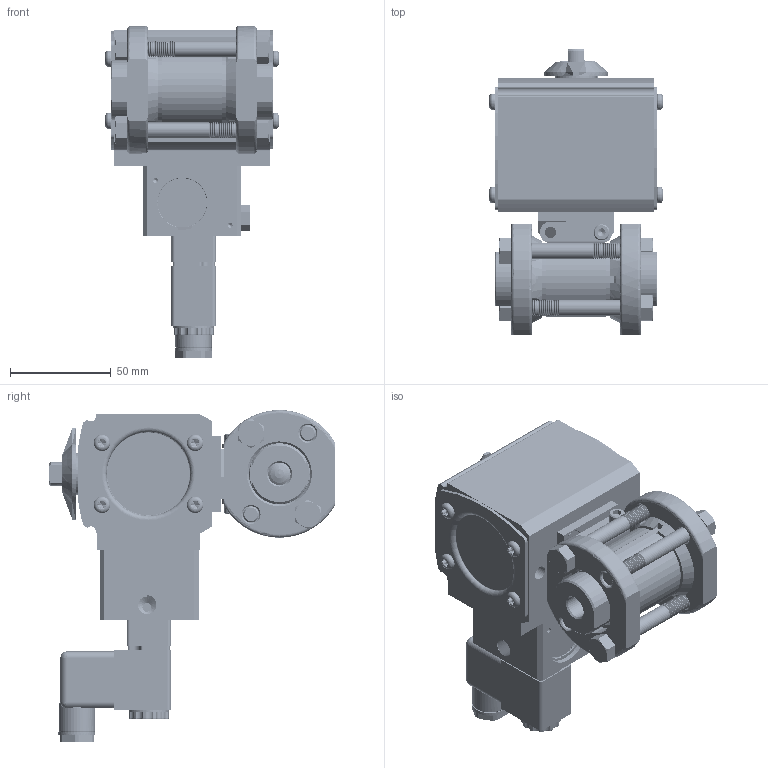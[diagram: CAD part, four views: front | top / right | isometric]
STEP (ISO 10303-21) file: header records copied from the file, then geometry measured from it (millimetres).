
FILE_DESCRIPTION (( 'STEP AP203' ), '1' );
FILE_NAME ('24XXSEFA512D4GPDS.step', '2018-09-04T19:03:03', ( '' ), ( '' ), 'SwSTEP 2.0', 'SolidWorks 2018', '' );
FILE_SCHEMA (( 'CONFIG_CONTROL_DESIGN' ));
Products named in the file (1): 24XXSEFA512D4GPDS
Bounding box: 86.49 x 142.33 x 165.13 mm (x, y, z)
Volume: 449744.6 mm3; surface area: 167423.2 mm2
Topology: 47 solids, 47 shells, 4002 faces, 10750 edges, 6843 vertices
Faces by surface type: cylinder 1795, cone 1192, plane 660, torus 185, bspline 164, sphere 6
Entity records: 193522 total; most frequent: CARTESIAN_POINT 97072, ORIENTED_EDGE 21156, DIRECTION 19911, EDGE_CURVE 10578, AXIS2_PLACEMENT_3D 8017, VERTEX_POINT 6839, EDGE_LOOP 4309, CIRCLE 4178
